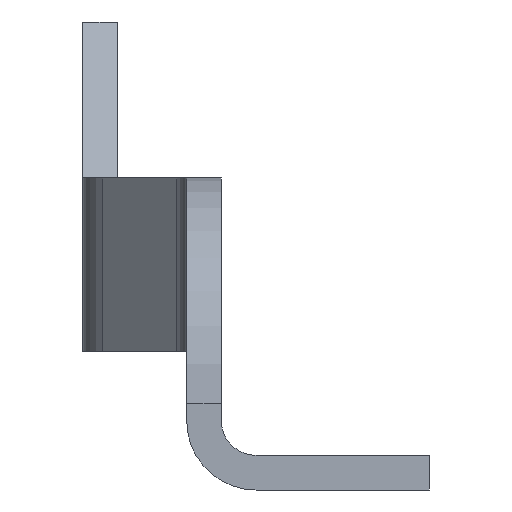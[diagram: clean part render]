
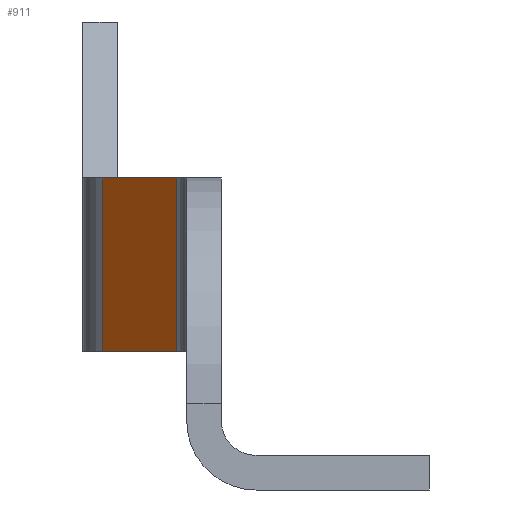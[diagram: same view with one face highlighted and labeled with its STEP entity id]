
A CAD part, front view. The second image highlights one B-rep face of the part: STEP entity #911.
In plain terms, the highlighted planar face has unit normal (-0.707, -0.707, 0).
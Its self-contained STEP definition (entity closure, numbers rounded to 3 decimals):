
#44 = ORIENTED_EDGE ( 'NONE', *, *, #748, .T. ) ;
#55 = DIRECTION ( 'NONE',  ( 0.707, -0.707, 0. ) ) ;
#97 = CARTESIAN_POINT ( 'NONE',  ( 5., -30., 5. ) ) ;
#119 = EDGE_LOOP ( 'NONE', ( #189, #578, #925, #44 ) ) ;
#143 = EDGE_CURVE ( 'NONE', #688, #180, #554, .T. ) ;
#180 = VERTEX_POINT ( 'NONE', #263 ) ;
#189 = ORIENTED_EDGE ( 'NONE', *, *, #402, .F. ) ;
#205 = EDGE_CURVE ( 'NONE', #990, #688, #697, .T. ) ;
#263 = CARTESIAN_POINT ( 'NONE',  ( 4.414, -29.414, -5. ) ) ;
#298 = CARTESIAN_POINT ( 'NONE',  ( 5., -30., -5. ) ) ;
#307 = FACE_OUTER_BOUND ( 'NONE', #119, .T. ) ;
#389 = VERTEX_POINT ( 'NONE', #414 ) ;
#402 = EDGE_CURVE ( 'NONE', #990, #389, #490, .T. ) ;
#414 = CARTESIAN_POINT ( 'NONE',  ( 4.414, -29.414, 5. ) ) ;
#451 = DIRECTION ( 'NONE',  ( 0., 0., -1. ) ) ;
#456 = CARTESIAN_POINT ( 'NONE',  ( 0.172, -25.172, -5. ) ) ;
#464 = VECTOR ( 'NONE', #55, 1000. ) ;
#490 = LINE ( 'NONE', #97, #464 ) ;
#529 = DIRECTION ( 'NONE',  ( 0.707, -0.707, 0. ) ) ;
#554 = LINE ( 'NONE', #298, #675 ) ;
#578 = ORIENTED_EDGE ( 'NONE', *, *, #205, .T. ) ;
#580 = CARTESIAN_POINT ( 'NONE',  ( 4.414, -29.414, 5. ) ) ;
#643 = DIRECTION ( 'NONE',  ( 0., 0., 1. ) ) ;
#675 = VECTOR ( 'NONE', #529, 1000. ) ;
#688 = VERTEX_POINT ( 'NONE', #456 ) ;
#697 = LINE ( 'NONE', #826, #868 ) ;
#742 = VECTOR ( 'NONE', #643, 1000. ) ;
#748 = EDGE_CURVE ( 'NONE', #180, #389, #864, .T. ) ;
#797 = DIRECTION ( 'NONE',  ( 0.707, 0.707, 0. ) ) ;
#826 = CARTESIAN_POINT ( 'NONE',  ( 0.172, -25.172, 5. ) ) ;
#864 = LINE ( 'NONE', #580, #742 ) ;
#868 = VECTOR ( 'NONE', #451, 1000. ) ;
#911 = ADVANCED_FACE ( 'NONE', ( #307 ), #991, .F. ) ;
#925 = ORIENTED_EDGE ( 'NONE', *, *, #143, .T. ) ;
#941 = AXIS2_PLACEMENT_3D ( 'NONE', #1019, #797, #942 ) ;
#942 = DIRECTION ( 'NONE',  ( -0.707, 0.707, 0. ) ) ;
#988 = CARTESIAN_POINT ( 'NONE',  ( 0.172, -25.172, 5. ) ) ;
#990 = VERTEX_POINT ( 'NONE', #988 ) ;
#991 = PLANE ( 'NONE',  #941 ) ;
#1019 = CARTESIAN_POINT ( 'NONE',  ( 5., -30., 5. ) ) ;
